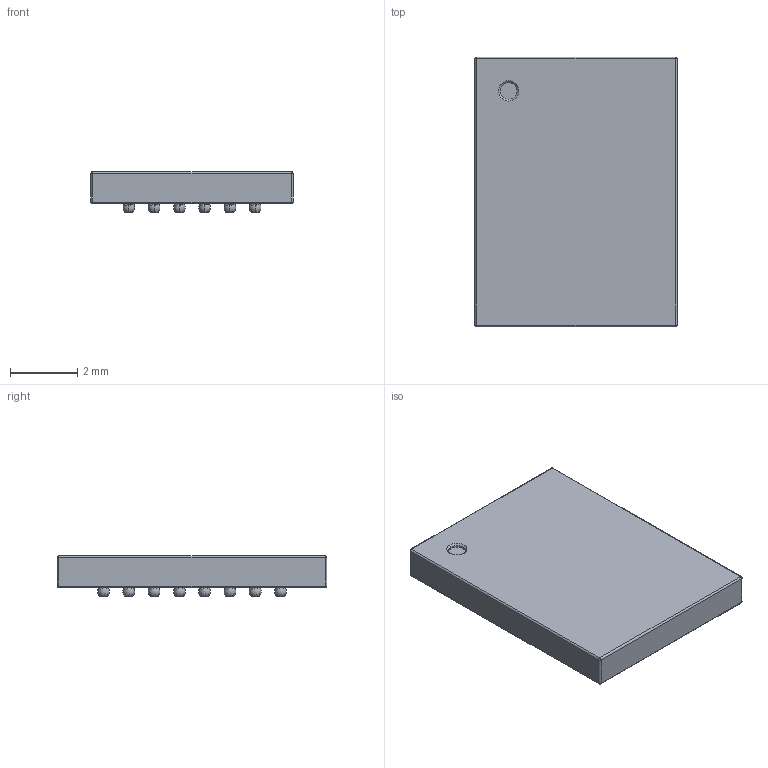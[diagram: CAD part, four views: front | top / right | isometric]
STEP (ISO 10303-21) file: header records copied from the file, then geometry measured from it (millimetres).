
FILE_DESCRIPTION(('FreeCAD Model'),'2;1');
FILE_NAME('User Library-TFBGA48.step', '2017-10-06T17:09:57',('kicad StepUp'),('ksu MCAD'), 'Open CASCADE STEP processor 6.8','FreeCAD','Unknown');
FILE_SCHEMA(('AUTOMOTIVE_DESIGN_CC2 { 1 2 10303 214 -1 1 5 4 }'));
Length unit declared in the file: millimetre
Products named in the file (2): ASSEMBLY; User_Library-TFBGA48
Assembly tree (1 placements, depth 2):
  ASSEMBLY
    User_Library-TFBGA48
Bounding box: 6 x 8 x 1.2 mm (x, y, z)
Volume: 47.2 mm3; surface area: 145.5 mm2
Topology: 1 solids, 1 shells, 175 faces, 354 edges, 222 vertices
Faces by surface type: revolution 96, plane 55, cylinder 14, sphere 8, cone 2
Entity records: 6618 total; most frequent: CARTESIAN_POINT 1417, DIRECTION 922, ORIENTED_EDGE 692, AXIS2_PLACEMENT_3D 399, EDGE_CURVE 346, CIRCLE 318, FACE_BOUND 224, EDGE_LOOP 224
